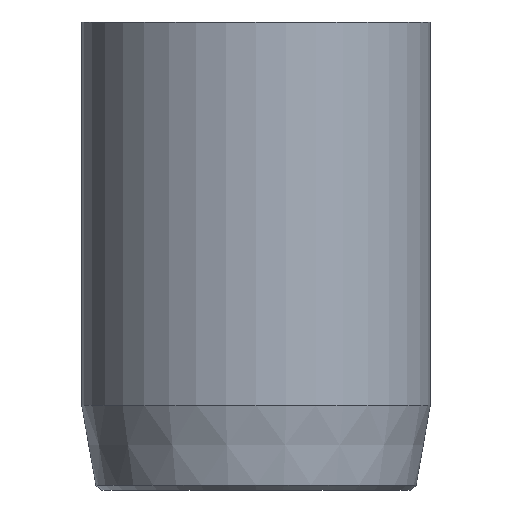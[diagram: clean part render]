
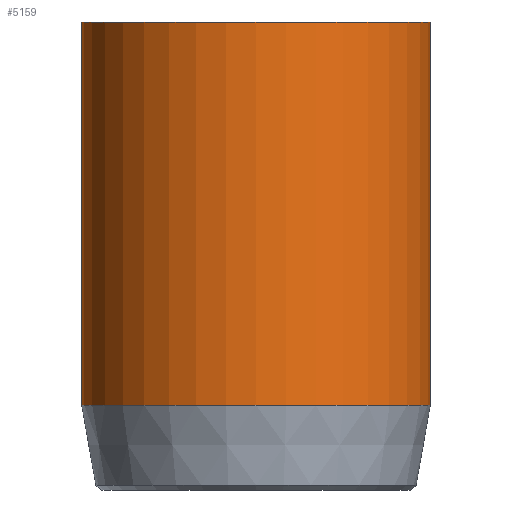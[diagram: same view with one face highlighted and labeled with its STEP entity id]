
A CAD part, front view. The second image highlights one B-rep face of the part: STEP entity #5159.
In plain terms, the highlighted cylindrical face has radius 1.75 mm (diameter 3.5 mm), a full revolution.
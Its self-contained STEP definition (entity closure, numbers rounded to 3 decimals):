
#623=CYLINDRICAL_SURFACE('',#5354,1.75);
#883=FACE_OUTER_BOUND('',#1182,.T.);
#1182=EDGE_LOOP('',(#4781,#4782,#4783,#4784,#4785));
#1606=LINE('',#9564,#2040);
#2040=VECTOR('',#6028,1.75);
#2078=CIRCLE('',#5340,1.75);
#2083=CIRCLE('',#5352,1.75);
#2084=CIRCLE('',#5353,1.75);
#2567=VERTEX_POINT('',#9539);
#2572=VERTEX_POINT('',#9558);
#2573=VERTEX_POINT('',#9559);
#3310=EDGE_CURVE('',#2567,#2567,#2078,.T.);
#3317=EDGE_CURVE('',#2572,#2573,#2083,.T.);
#3318=EDGE_CURVE('',#2573,#2572,#2084,.T.);
#3320=EDGE_CURVE('',#2567,#2572,#1606,.T.);
#4781=ORIENTED_EDGE('',*,*,#3310,.T.);
#4782=ORIENTED_EDGE('',*,*,#3320,.T.);
#4783=ORIENTED_EDGE('',*,*,#3317,.T.);
#4784=ORIENTED_EDGE('',*,*,#3318,.T.);
#4785=ORIENTED_EDGE('',*,*,#3320,.F.);
#5159=ADVANCED_FACE('',(#883),#623,.T.);
#5340=AXIS2_PLACEMENT_3D('',#9540,#5995,#5996);
#5352=AXIS2_PLACEMENT_3D('',#9560,#6021,#6022);
#5353=AXIS2_PLACEMENT_3D('',#9561,#6023,#6024);
#5354=AXIS2_PLACEMENT_3D('',#9563,#6026,#6027);
#5995=DIRECTION('center_axis',(0.,0.,-1.));
#5996=DIRECTION('ref_axis',(-1.,0.,0.));
#6021=DIRECTION('center_axis',(0.,0.,1.));
#6022=DIRECTION('ref_axis',(-1.,0.,0.));
#6023=DIRECTION('center_axis',(0.,0.,1.));
#6024=DIRECTION('ref_axis',(-1.,0.,0.));
#6026=DIRECTION('center_axis',(0.,0.,1.));
#6027=DIRECTION('ref_axis',(-1.,0.,0.));
#6028=DIRECTION('',(0.,0.,-1.));
#9539=CARTESIAN_POINT('',(1.75,0.,4.7));
#9540=CARTESIAN_POINT('Origin',(0.,0.,4.7));
#9558=CARTESIAN_POINT('',(1.75,0.,0.851));
#9559=CARTESIAN_POINT('',(-1.75,0.,0.851));
#9560=CARTESIAN_POINT('Origin',(0.,0.,0.851));
#9561=CARTESIAN_POINT('Origin',(0.,0.,0.851));
#9563=CARTESIAN_POINT('Origin',(0.,0.,0.));
#9564=CARTESIAN_POINT('',(1.75,0.,0.));
